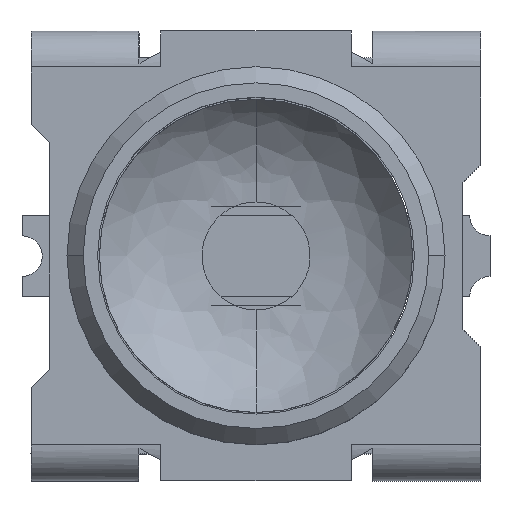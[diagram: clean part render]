
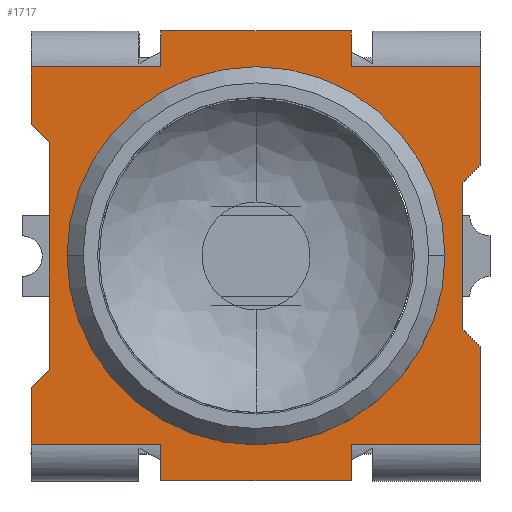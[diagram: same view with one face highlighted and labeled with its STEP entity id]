
A CAD part, top view. The second image highlights one B-rep face of the part: STEP entity #1717.
In plain terms, the highlighted planar face has unit normal (0, 0, 1).
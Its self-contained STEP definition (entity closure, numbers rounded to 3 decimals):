
#75 = VERTEX_POINT('',#76);
#76 = CARTESIAN_POINT('',(1.05,0.,0.6));
#82 = EDGE_CURVE('',#83,#75,#85,.T.);
#83 = VERTEX_POINT('',#84);
#84 = CARTESIAN_POINT('',(-1.05,0.,0.6));
#85 = CIRCLE('',#86,1.05);
#86 = AXIS2_PLACEMENT_3D('',#87,#88,#89);
#87 = CARTESIAN_POINT('',(0.,0.,0.6));
#88 = DIRECTION('',(0.,0.,-1.));
#89 = DIRECTION('',(-1.,0.,0.));
#480 = VERTEX_POINT('',#481);
#481 = CARTESIAN_POINT('',(-1.25,-0.73,0.6));
#487 = EDGE_CURVE('',#488,#480,#490,.T.);
#488 = VERTEX_POINT('',#489);
#489 = CARTESIAN_POINT('',(-1.15,-0.63,0.6));
#490 = LINE('',#491,#492);
#491 = CARTESIAN_POINT('',(-0.26,0.26,0.6));
#492 = VECTOR('',#493,1.);
#493 = DIRECTION('',(-0.707,-0.707,0.
    ));
#513 = VERTEX_POINT('',#514);
#514 = CARTESIAN_POINT('',(-1.25,-1.05,0.6));
#521 = EDGE_CURVE('',#513,#480,#522,.T.);
#522 = LINE('',#523,#524);
#523 = CARTESIAN_POINT('',(-1.25,0.,0.6));
#524 = VECTOR('',#525,1.);
#525 = DIRECTION('',(0.,1.,0.));
#736 = VERTEX_POINT('',#737);
#737 = CARTESIAN_POINT('',(-0.53,-1.05,0.6));
#747 = VERTEX_POINT('',#748);
#748 = CARTESIAN_POINT('',(-0.53,-1.25,0.6));
#754 = EDGE_CURVE('',#747,#736,#755,.T.);
#755 = LINE('',#756,#757);
#756 = CARTESIAN_POINT('',(-0.53,0.,0.6));
#757 = VECTOR('',#758,1.);
#758 = DIRECTION('',(0.,1.,0.));
#768 = EDGE_CURVE('',#769,#747,#771,.T.);
#769 = VERTEX_POINT('',#770);
#770 = CARTESIAN_POINT('',(0.53,-1.25,0.6));
#771 = LINE('',#772,#773);
#772 = CARTESIAN_POINT('',(0.,-1.25,0.6));
#773 = VECTOR('',#774,1.);
#774 = DIRECTION('',(-1.,0.,0.));
#801 = VERTEX_POINT('',#802);
#802 = CARTESIAN_POINT('',(0.53,-1.05,0.6));
#809 = EDGE_CURVE('',#769,#801,#810,.T.);
#810 = LINE('',#811,#812);
#811 = CARTESIAN_POINT('',(0.53,0.,0.6));
#812 = VECTOR('',#813,1.);
#813 = DIRECTION('',(0.,1.,0.));
#959 = EDGE_CURVE('',#960,#962,#964,.T.);
#960 = VERTEX_POINT('',#961);
#961 = CARTESIAN_POINT('',(1.25,-1.05,0.6));
#962 = VERTEX_POINT('',#963);
#963 = CARTESIAN_POINT('',(1.25,-0.51,0.6));
#964 = LINE('',#965,#966);
#965 = CARTESIAN_POINT('',(1.25,0.,0.6));
#966 = VECTOR('',#967,1.);
#967 = DIRECTION('',(0.,1.,0.));
#1053 = VERTEX_POINT('',#1054);
#1054 = CARTESIAN_POINT('',(1.15,-0.41,0.6));
#1060 = EDGE_CURVE('',#1053,#962,#1061,.T.);
#1061 = LINE('',#1062,#1063);
#1062 = CARTESIAN_POINT('',(0.37,0.37,0.6));
#1063 = VECTOR('',#1064,1.);
#1064 = DIRECTION('',(0.707,-0.707,0.)
  );
#1075 = VERTEX_POINT('',#1076);
#1076 = CARTESIAN_POINT('',(1.15,0.41,0.6));
#1082 = EDGE_CURVE('',#1053,#1075,#1083,.T.);
#1083 = LINE('',#1084,#1085);
#1084 = CARTESIAN_POINT('',(1.15,0.,0.6));
#1085 = VECTOR('',#1086,1.);
#1086 = DIRECTION('',(0.,1.,0.));
#1099 = VERTEX_POINT('',#1100);
#1100 = CARTESIAN_POINT('',(1.25,0.51,0.6));
#1106 = EDGE_CURVE('',#1075,#1099,#1107,.T.);
#1107 = LINE('',#1108,#1109);
#1108 = CARTESIAN_POINT('',(0.37,-0.37,0.6));
#1109 = VECTOR('',#1110,1.);
#1110 = DIRECTION('',(0.707,0.707,0.)
  );
#1192 = VERTEX_POINT('',#1193);
#1193 = CARTESIAN_POINT('',(1.25,1.05,0.6));
#1200 = EDGE_CURVE('',#1099,#1192,#1201,.T.);
#1201 = LINE('',#1202,#1203);
#1202 = CARTESIAN_POINT('',(1.25,0.,0.6));
#1203 = VECTOR('',#1204,1.);
#1204 = DIRECTION('',(0.,1.,0.));
#1348 = VERTEX_POINT('',#1349);
#1349 = CARTESIAN_POINT('',(0.53,1.25,0.6));
#1355 = EDGE_CURVE('',#1356,#1348,#1358,.T.);
#1356 = VERTEX_POINT('',#1357);
#1357 = CARTESIAN_POINT('',(0.53,1.05,0.6));
#1358 = LINE('',#1359,#1360);
#1359 = CARTESIAN_POINT('',(0.53,0.,0.6));
#1360 = VECTOR('',#1361,1.);
#1361 = DIRECTION('',(0.,1.,0.));
#1380 = EDGE_CURVE('',#1381,#1348,#1383,.T.);
#1381 = VERTEX_POINT('',#1382);
#1382 = CARTESIAN_POINT('',(-0.53,1.25,0.6));
#1383 = LINE('',#1384,#1385);
#1384 = CARTESIAN_POINT('',(0.,1.25,0.6));
#1385 = VECTOR('',#1386,1.);
#1386 = DIRECTION('',(1.,0.,0.));
#1415 = VERTEX_POINT('',#1416);
#1416 = CARTESIAN_POINT('',(-0.53,1.05,0.6));
#1423 = EDGE_CURVE('',#1415,#1381,#1424,.T.);
#1424 = LINE('',#1425,#1426);
#1425 = CARTESIAN_POINT('',(-0.53,0.,0.6));
#1426 = VECTOR('',#1427,1.);
#1427 = DIRECTION('',(0.,1.,0.));
#1582 = VERTEX_POINT('',#1583);
#1583 = CARTESIAN_POINT('',(-1.25,0.73,0.6));
#1589 = EDGE_CURVE('',#1582,#1590,#1592,.T.);
#1590 = VERTEX_POINT('',#1591);
#1591 = CARTESIAN_POINT('',(-1.25,1.05,0.6));
#1592 = LINE('',#1593,#1594);
#1593 = CARTESIAN_POINT('',(-1.25,0.,0.6));
#1594 = VECTOR('',#1595,1.);
#1595 = DIRECTION('',(0.,1.,0.));
#1665 = VERTEX_POINT('',#1666);
#1666 = CARTESIAN_POINT('',(-1.15,0.63,0.6));
#1672 = EDGE_CURVE('',#1665,#1582,#1673,.T.);
#1673 = LINE('',#1674,#1675);
#1674 = CARTESIAN_POINT('',(-0.26,-0.26,0.6));
#1675 = VECTOR('',#1676,1.);
#1676 = DIRECTION('',(-0.707,0.707,0.
    ));
#1689 = EDGE_CURVE('',#488,#1665,#1690,.T.);
#1690 = LINE('',#1691,#1692);
#1691 = CARTESIAN_POINT('',(-1.15,0.,0.6));
#1692 = VECTOR('',#1693,1.);
#1693 = DIRECTION('',(0.,1.,0.));
#1717 = ADVANCED_FACE('',(#1718,#1760),#1770,.T.);
#1718 = FACE_BOUND('',#1719,.T.);
#1719 = EDGE_LOOP('',(#1720,#1721,#1727,#1728,#1729,#1730,#1731,#1732,
    #1738,#1739,#1740,#1741,#1747,#1748,#1749,#1750,#1751,#1752,#1758,
    #1759));
#1720 = ORIENTED_EDGE('',*,*,#1423,.F.);
#1721 = ORIENTED_EDGE('',*,*,#1722,.T.);
#1722 = EDGE_CURVE('',#1415,#1590,#1723,.T.);
#1723 = LINE('',#1724,#1725);
#1724 = CARTESIAN_POINT('',(0.,1.05,0.6));
#1725 = VECTOR('',#1726,1.);
#1726 = DIRECTION('',(-1.,0.,0.));
#1727 = ORIENTED_EDGE('',*,*,#1589,.F.);
#1728 = ORIENTED_EDGE('',*,*,#1672,.F.);
#1729 = ORIENTED_EDGE('',*,*,#1689,.F.);
#1730 = ORIENTED_EDGE('',*,*,#487,.T.);
#1731 = ORIENTED_EDGE('',*,*,#521,.F.);
#1732 = ORIENTED_EDGE('',*,*,#1733,.T.);
#1733 = EDGE_CURVE('',#513,#736,#1734,.T.);
#1734 = LINE('',#1735,#1736);
#1735 = CARTESIAN_POINT('',(0.,-1.05,0.6));
#1736 = VECTOR('',#1737,1.);
#1737 = DIRECTION('',(1.,0.,0.));
#1738 = ORIENTED_EDGE('',*,*,#754,.F.);
#1739 = ORIENTED_EDGE('',*,*,#768,.F.);
#1740 = ORIENTED_EDGE('',*,*,#809,.T.);
#1741 = ORIENTED_EDGE('',*,*,#1742,.T.);
#1742 = EDGE_CURVE('',#801,#960,#1743,.T.);
#1743 = LINE('',#1744,#1745);
#1744 = CARTESIAN_POINT('',(0.,-1.05,0.6));
#1745 = VECTOR('',#1746,1.);
#1746 = DIRECTION('',(1.,0.,0.));
#1747 = ORIENTED_EDGE('',*,*,#959,.T.);
#1748 = ORIENTED_EDGE('',*,*,#1060,.F.);
#1749 = ORIENTED_EDGE('',*,*,#1082,.T.);
#1750 = ORIENTED_EDGE('',*,*,#1106,.T.);
#1751 = ORIENTED_EDGE('',*,*,#1200,.T.);
#1752 = ORIENTED_EDGE('',*,*,#1753,.T.);
#1753 = EDGE_CURVE('',#1192,#1356,#1754,.T.);
#1754 = LINE('',#1755,#1756);
#1755 = CARTESIAN_POINT('',(0.,1.05,0.6));
#1756 = VECTOR('',#1757,1.);
#1757 = DIRECTION('',(-1.,0.,0.));
#1758 = ORIENTED_EDGE('',*,*,#1355,.T.);
#1759 = ORIENTED_EDGE('',*,*,#1380,.F.);
#1760 = FACE_BOUND('',#1761,.T.);
#1761 = EDGE_LOOP('',(#1762,#1763));
#1762 = ORIENTED_EDGE('',*,*,#82,.T.);
#1763 = ORIENTED_EDGE('',*,*,#1764,.T.);
#1764 = EDGE_CURVE('',#75,#83,#1765,.T.);
#1765 = CIRCLE('',#1766,1.05);
#1766 = AXIS2_PLACEMENT_3D('',#1767,#1768,#1769);
#1767 = CARTESIAN_POINT('',(0.,0.,0.6));
#1768 = DIRECTION('',(0.,0.,-1.));
#1769 = DIRECTION('',(-1.,0.,0.));
#1770 = PLANE('',#1771);
#1771 = AXIS2_PLACEMENT_3D('',#1772,#1773,#1774);
#1772 = CARTESIAN_POINT('',(0.,0.,0.6));
#1773 = DIRECTION('',(0.,0.,1.));
#1774 = DIRECTION('',(1.,0.,0.));
